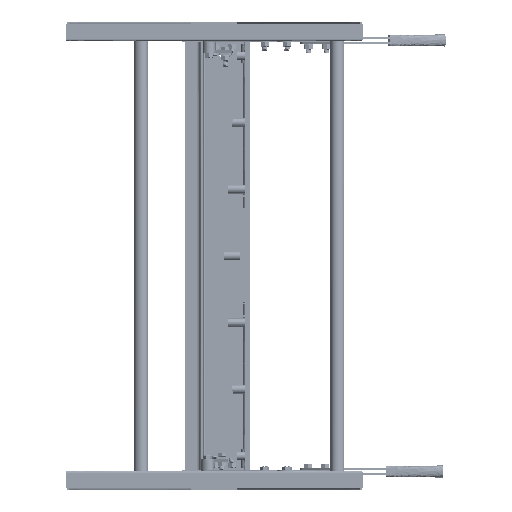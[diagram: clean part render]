
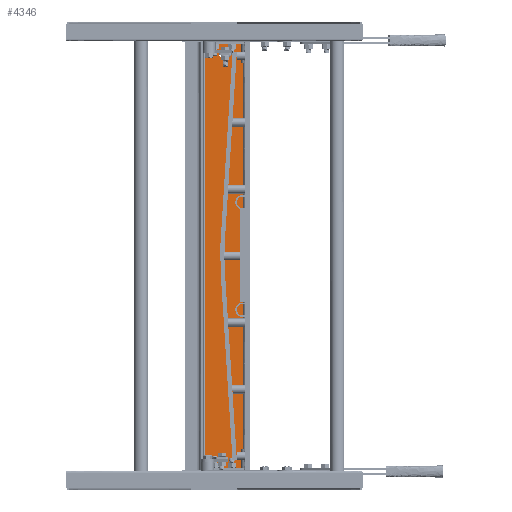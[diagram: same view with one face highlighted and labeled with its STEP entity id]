
A CAD part, front view. The second image highlights one B-rep face of the part: STEP entity #4346.
In plain terms, the highlighted free-form (B-spline) face has degree [1, 1] with [2, 2] control points.
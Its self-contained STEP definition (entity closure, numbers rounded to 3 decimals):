
#3588 = VERTEX_POINT('',#3589);
#3589 = CARTESIAN_POINT('',(28.566,924.39,
    -37.362));
#3594 = EDGE_CURVE('',#3588,#3588,#3595,.T.);
#3595 = ( BOUNDED_CURVE() B_SPLINE_CURVE(2,(#3596,#3597,#3598,#3599,
#3600,#3601,#3602),.UNSPECIFIED.,.T.,.F.) B_SPLINE_CURVE_WITH_KNOTS((3,2
    ,2,3),(3.142,5.236,7.33,9.425),
.PIECEWISE_BEZIER_KNOTS.) CURVE() GEOMETRIC_REPRESENTATION_ITEM() 
RATIONAL_B_SPLINE_CURVE((1.,0.5,1.,0.5,1.,0.5,1.)) REPRESENTATION_ITEM(
  '') );
#3596 = CARTESIAN_POINT('',(28.566,924.39,
    -37.362));
#3597 = CARTESIAN_POINT('',(28.566,924.39,
    -50.703));
#3598 = CARTESIAN_POINT('',(17.012,924.39,
    -44.033));
#3599 = CARTESIAN_POINT('',(5.457,924.39,
    -37.362));
#3600 = CARTESIAN_POINT('',(17.012,924.39,
    -30.691));
#3601 = CARTESIAN_POINT('',(28.566,924.39,
    -24.02));
#3602 = CARTESIAN_POINT('',(28.566,924.39,
    -37.362));
#3674 = VERTEX_POINT('',#3675);
#3675 = CARTESIAN_POINT('',(75.444,924.39,
    -2.183));
#3682 = EDGE_CURVE('',#3683,#3674,#3685,.T.);
#3683 = VERTEX_POINT('',#3684);
#3684 = CARTESIAN_POINT('',(75.444,924.39,
    -62.836));
#3685 = B_SPLINE_CURVE_WITH_KNOTS('',1,(#3686,#3687),.UNSPECIFIED.,.F.,
  .F.,(2,2),(614.397,664.397),.PIECEWISE_BEZIER_KNOTS.);
#3686 = CARTESIAN_POINT('',(75.444,924.39,
    -62.836));
#3687 = CARTESIAN_POINT('',(75.444,924.39,
    -2.183));
#3738 = EDGE_CURVE('',#3739,#3683,#3741,.T.);
#3739 = VERTEX_POINT('',#3740);
#3740 = CARTESIAN_POINT('',(79.629,924.39,
    -62.836));
#3741 = B_SPLINE_CURVE_WITH_KNOTS('',1,(#3742,#3743),.UNSPECIFIED.,.F.,
  .F.,(2,2),(-43.018,-39.568),.PIECEWISE_BEZIER_KNOTS.);
#3742 = CARTESIAN_POINT('',(79.629,924.39,
    -62.836));
#3743 = CARTESIAN_POINT('',(75.444,924.39,
    -62.836));
#3923 = EDGE_CURVE('',#3924,#3926,#3928,.T.);
#3924 = VERTEX_POINT('',#3925);
#3925 = CARTESIAN_POINT('',(75.444,924.39,
    -1212.8));
#3926 = VERTEX_POINT('',#3927);
#3927 = CARTESIAN_POINT('',(75.444,924.39,
    -1152.148));
#3928 = B_SPLINE_CURVE_WITH_KNOTS('',1,(#3929,#3930),.UNSPECIFIED.,.F.,
  .F.,(2,2),(165.397,215.397),.PIECEWISE_BEZIER_KNOTS.);
#3929 = CARTESIAN_POINT('',(75.444,924.39,
    -1212.8));
#3930 = CARTESIAN_POINT('',(75.444,924.39,
    -1152.148));
#3961 = VERTEX_POINT('',#3962);
#3962 = CARTESIAN_POINT('',(79.629,924.39,
    -1152.148));
#3968 = EDGE_CURVE('',#3926,#3961,#3969,.T.);
#3969 = B_SPLINE_CURVE_WITH_KNOTS('',1,(#3970,#3971),.UNSPECIFIED.,.F.,
  .F.,(2,2),(39.568,43.018),.PIECEWISE_BEZIER_KNOTS.);
#3970 = CARTESIAN_POINT('',(75.444,924.39,
    -1152.148));
#3971 = CARTESIAN_POINT('',(79.629,924.39,
    -1152.148));
#3991 = EDGE_CURVE('',#3992,#3924,#3994,.T.);
#3992 = VERTEX_POINT('',#3993);
#3993 = CARTESIAN_POINT('',(-26.616,924.39,
    -1212.8));
#3994 = B_SPLINE_CURVE_WITH_KNOTS('',1,(#3995,#3996),.UNSPECIFIED.,.F.,
  .F.,(2,2),(9.885,94.02),.PIECEWISE_BEZIER_KNOTS.);
#3995 = CARTESIAN_POINT('',(-26.616,924.39,
    -1212.8));
#3996 = CARTESIAN_POINT('',(75.444,924.39,
    -1212.8));
#4137 = VERTEX_POINT('',#4138);
#4138 = CARTESIAN_POINT('',(-26.616,924.39,
    -2.183));
#4144 = EDGE_CURVE('',#3674,#4137,#4145,.T.);
#4145 = B_SPLINE_CURVE_WITH_KNOTS('',1,(#4146,#4147),.UNSPECIFIED.,.F.,
  .F.,(2,2),(-62.239,21.896),.PIECEWISE_BEZIER_KNOTS.);
#4146 = CARTESIAN_POINT('',(75.444,924.39,
    -2.183));
#4147 = CARTESIAN_POINT('',(-26.616,924.39,
    -2.183));
#4264 = EDGE_CURVE('',#3992,#4137,#4265,.T.);
#4265 = B_SPLINE_CURVE_WITH_KNOTS('',1,(#4266,#4267),.UNSPECIFIED.,.F.,
  .F.,(2,2),(330.794,1328.794),
  .PIECEWISE_BEZIER_KNOTS.);
#4266 = CARTESIAN_POINT('',(-26.616,924.39,
    -1212.8));
#4267 = CARTESIAN_POINT('',(-26.616,924.39,
    -2.183));
#4334 = EDGE_CURVE('',#3961,#3739,#4335,.T.);
#4335 = B_SPLINE_CURVE_WITH_KNOTS('',1,(#4336,#4337),.UNSPECIFIED.,.F.,
  .F.,(2,2),(380.794,1278.794),
  .PIECEWISE_BEZIER_KNOTS.);
#4336 = CARTESIAN_POINT('',(79.629,924.39,
    -1152.148));
#4337 = CARTESIAN_POINT('',(79.629,924.39,
    -62.836));
#4346 = ADVANCED_FACE('',(#4347,#4357,#4371),#4374,.F.);
#4347 = FACE_BOUND('',#4348,.T.);
#4348 = EDGE_LOOP('',(#4349,#4350,#4351,#4352,#4353,#4354,#4355,#4356));
#4349 = ORIENTED_EDGE('',*,*,#3682,.T.);
#4350 = ORIENTED_EDGE('',*,*,#4144,.T.);
#4351 = ORIENTED_EDGE('',*,*,#4264,.F.);
#4352 = ORIENTED_EDGE('',*,*,#3991,.T.);
#4353 = ORIENTED_EDGE('',*,*,#3923,.T.);
#4354 = ORIENTED_EDGE('',*,*,#3968,.T.);
#4355 = ORIENTED_EDGE('',*,*,#4334,.T.);
#4356 = ORIENTED_EDGE('',*,*,#3738,.T.);
#4357 = FACE_BOUND('',#4358,.T.);
#4358 = EDGE_LOOP('',(#4359));
#4359 = ORIENTED_EDGE('',*,*,#4360,.F.);
#4360 = EDGE_CURVE('',#4361,#4361,#4363,.T.);
#4361 = VERTEX_POINT('',#4362);
#4362 = CARTESIAN_POINT('',(28.566,924.39,
    -1177.622));
#4363 = ( BOUNDED_CURVE() B_SPLINE_CURVE(2,(#4364,#4365,#4366,#4367,
#4368,#4369,#4370),.UNSPECIFIED.,.T.,.F.) B_SPLINE_CURVE_WITH_KNOTS((3,2
    ,2,3),(3.142,5.236,7.33,9.425),
.PIECEWISE_BEZIER_KNOTS.) CURVE() GEOMETRIC_REPRESENTATION_ITEM() 
RATIONAL_B_SPLINE_CURVE((1.,0.5,1.,0.5,1.,0.5,1.)) REPRESENTATION_ITEM(
  '') );
#4364 = CARTESIAN_POINT('',(28.566,924.39,
    -1177.622));
#4365 = CARTESIAN_POINT('',(28.566,924.39,
    -1164.28));
#4366 = CARTESIAN_POINT('',(17.012,924.39,
    -1170.951));
#4367 = CARTESIAN_POINT('',(5.457,924.39,
    -1177.622));
#4368 = CARTESIAN_POINT('',(17.012,924.39,
    -1184.293));
#4369 = CARTESIAN_POINT('',(28.566,924.39,
    -1190.964));
#4370 = CARTESIAN_POINT('',(28.566,924.39,
    -1177.622));
#4371 = FACE_BOUND('',#4372,.T.);
#4372 = EDGE_LOOP('',(#4373));
#4373 = ORIENTED_EDGE('',*,*,#3594,.T.);
#4374 = B_SPLINE_SURFACE_WITH_KNOTS('',1,1,(
    (#4375,#4376)
    ,(#4377,#4378
    )),.UNSPECIFIED.,.F.,.F.,.F.,(2,2),(2,2),(330.794,
    1328.794),(0.,87.586),.PIECEWISE_BEZIER_KNOTS.);
#4375 = CARTESIAN_POINT('',(-26.616,924.39,
    -1212.8));
#4376 = CARTESIAN_POINT('',(79.629,924.39,
    -1212.8));
#4377 = CARTESIAN_POINT('',(-26.616,924.39,
    -2.183));
#4378 = CARTESIAN_POINT('',(79.629,924.39,
    -2.183));
